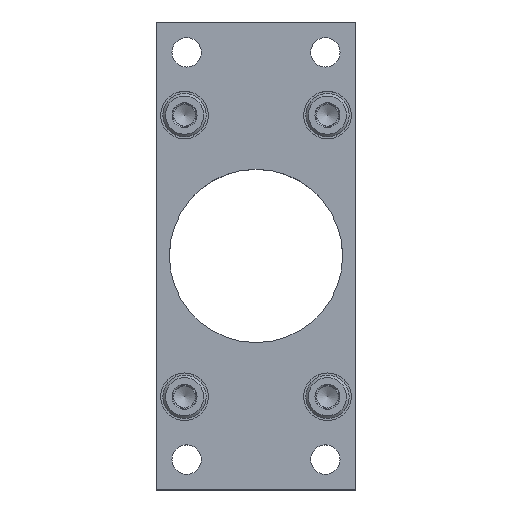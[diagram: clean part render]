
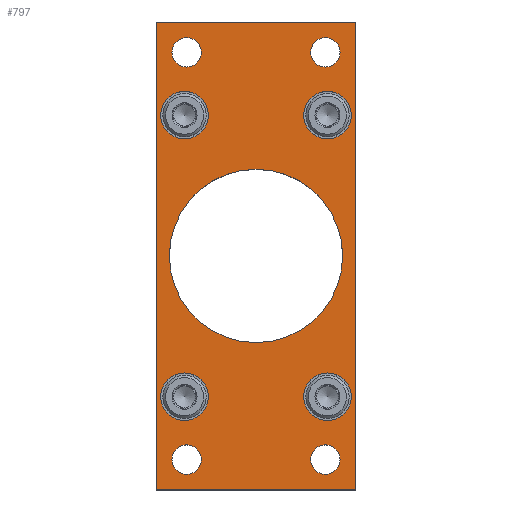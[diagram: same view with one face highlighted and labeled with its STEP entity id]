
A CAD part, top view. The second image highlights one B-rep face of the part: STEP entity #797.
In plain terms, the highlighted planar face has unit normal (0, 0, 1).
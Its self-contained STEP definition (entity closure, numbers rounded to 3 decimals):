
#89=CIRCLE('',#893,3.4);
#90=CIRCLE('',#894,3.4);
#91=CIRCLE('',#895,3.4);
#92=CIRCLE('',#896,3.4);
#93=CIRCLE('',#897,5.5);
#94=CIRCLE('',#898,5.5);
#95=CIRCLE('',#899,5.5);
#96=CIRCLE('',#900,5.5);
#97=CIRCLE('',#901,20.);
#164=ORIENTED_EDGE('',*,*,#338,.T.);
#165=ORIENTED_EDGE('',*,*,#339,.T.);
#166=ORIENTED_EDGE('',*,*,#340,.T.);
#167=ORIENTED_EDGE('',*,*,#341,.T.);
#168=ORIENTED_EDGE('',*,*,#342,.T.);
#169=ORIENTED_EDGE('',*,*,#343,.T.);
#170=ORIENTED_EDGE('',*,*,#344,.T.);
#171=ORIENTED_EDGE('',*,*,#345,.T.);
#172=ORIENTED_EDGE('',*,*,#346,.T.);
#173=ORIENTED_EDGE('',*,*,#317,.T.);
#174=ORIENTED_EDGE('',*,*,#321,.T.);
#175=ORIENTED_EDGE('',*,*,#324,.T.);
#176=ORIENTED_EDGE('',*,*,#327,.T.);
#317=EDGE_CURVE('',#408,#409,#478,.T.);
#321=EDGE_CURVE('',#409,#412,#482,.T.);
#324=EDGE_CURVE('',#412,#414,#485,.T.);
#327=EDGE_CURVE('',#414,#408,#488,.T.);
#338=EDGE_CURVE('',#425,#425,#89,.F.);
#339=EDGE_CURVE('',#426,#426,#90,.F.);
#340=EDGE_CURVE('',#427,#427,#91,.F.);
#341=EDGE_CURVE('',#428,#428,#92,.F.);
#342=EDGE_CURVE('',#429,#429,#93,.F.);
#343=EDGE_CURVE('',#430,#430,#94,.F.);
#344=EDGE_CURVE('',#431,#431,#95,.F.);
#345=EDGE_CURVE('',#432,#432,#96,.F.);
#346=EDGE_CURVE('',#433,#433,#97,.F.);
#408=VERTEX_POINT('',#1273);
#409=VERTEX_POINT('',#1274);
#412=VERTEX_POINT('',#1282);
#414=VERTEX_POINT('',#1288);
#425=VERTEX_POINT('',#1316);
#426=VERTEX_POINT('',#1318);
#427=VERTEX_POINT('',#1320);
#428=VERTEX_POINT('',#1322);
#429=VERTEX_POINT('',#1324);
#430=VERTEX_POINT('',#1326);
#431=VERTEX_POINT('',#1328);
#432=VERTEX_POINT('',#1330);
#433=VERTEX_POINT('',#1332);
#478=LINE('',#1272,#508);
#482=LINE('',#1281,#512);
#485=LINE('',#1287,#515);
#488=LINE('',#1293,#518);
#508=VECTOR('',#1002,1000.);
#512=VECTOR('',#1008,1000.);
#515=VECTOR('',#1013,1000.);
#518=VECTOR('',#1018,1000.);
#552=EDGE_LOOP('',(#164));
#553=EDGE_LOOP('',(#165));
#554=EDGE_LOOP('',(#166));
#555=EDGE_LOOP('',(#167));
#556=EDGE_LOOP('',(#168));
#557=EDGE_LOOP('',(#169));
#558=EDGE_LOOP('',(#170));
#559=EDGE_LOOP('',(#171));
#560=EDGE_LOOP('',(#172));
#561=EDGE_LOOP('',(#173,#174,#175,#176));
#664=FACE_BOUND('',#552,.T.);
#665=FACE_BOUND('',#553,.T.);
#666=FACE_BOUND('',#554,.T.);
#667=FACE_BOUND('',#555,.T.);
#668=FACE_BOUND('',#556,.T.);
#669=FACE_BOUND('',#557,.T.);
#670=FACE_BOUND('',#558,.T.);
#671=FACE_BOUND('',#559,.T.);
#672=FACE_BOUND('',#560,.T.);
#673=FACE_BOUND('',#561,.T.);
#768=PLANE('',#892);
#797=ADVANCED_FACE('',(#664,#665,#666,#667,#668,#669,#670,#671,#672,#673),
#768,.T.);
#892=AXIS2_PLACEMENT_3D('',#1314,#1040,#1041);
#893=AXIS2_PLACEMENT_3D('',#1315,#1042,#1043);
#894=AXIS2_PLACEMENT_3D('',#1317,#1044,#1045);
#895=AXIS2_PLACEMENT_3D('',#1319,#1046,#1047);
#896=AXIS2_PLACEMENT_3D('',#1321,#1048,#1049);
#897=AXIS2_PLACEMENT_3D('',#1323,#1050,#1051);
#898=AXIS2_PLACEMENT_3D('',#1325,#1052,#1053);
#899=AXIS2_PLACEMENT_3D('',#1327,#1054,#1055);
#900=AXIS2_PLACEMENT_3D('',#1329,#1056,#1057);
#901=AXIS2_PLACEMENT_3D('',#1331,#1058,#1059);
#1002=DIRECTION('',(-1.,0.,0.));
#1008=DIRECTION('',(0.,-1.,0.));
#1013=DIRECTION('',(1.,0.,0.));
#1018=DIRECTION('',(0.,1.,0.));
#1040=DIRECTION('',(0.,0.,1.));
#1041=DIRECTION('',(1.,0.,0.));
#1042=DIRECTION('',(0.,0.,1.));
#1043=DIRECTION('',(1.,0.,0.));
#1044=DIRECTION('',(0.,0.,1.));
#1045=DIRECTION('',(1.,0.,0.));
#1046=DIRECTION('',(0.,0.,1.));
#1047=DIRECTION('',(1.,0.,0.));
#1048=DIRECTION('',(0.,0.,1.));
#1049=DIRECTION('',(1.,0.,0.));
#1050=DIRECTION('',(0.,0.,1.));
#1051=DIRECTION('',(1.,0.,0.));
#1052=DIRECTION('',(0.,0.,1.));
#1053=DIRECTION('',(1.,0.,0.));
#1054=DIRECTION('',(0.,0.,1.));
#1055=DIRECTION('',(1.,0.,0.));
#1056=DIRECTION('',(0.,0.,1.));
#1057=DIRECTION('',(1.,0.,0.));
#1058=DIRECTION('',(0.,0.,1.));
#1059=DIRECTION('',(1.,0.,0.));
#1272=CARTESIAN_POINT('',(23.,54.,0.));
#1273=CARTESIAN_POINT('',(23.,54.,0.));
#1274=CARTESIAN_POINT('',(-23.,54.,0.));
#1281=CARTESIAN_POINT('',(-23.,54.,0.));
#1282=CARTESIAN_POINT('',(-23.,-54.,0.));
#1287=CARTESIAN_POINT('',(-23.,-54.,0.));
#1288=CARTESIAN_POINT('',(23.,-54.,0.));
#1293=CARTESIAN_POINT('',(23.,-54.,0.));
#1314=CARTESIAN_POINT('',(0.,0.,0.));
#1315=CARTESIAN_POINT('',(-16.,-47.,0.));
#1316=CARTESIAN_POINT('',(-12.6,-47.,0.));
#1317=CARTESIAN_POINT('',(-16.,47.,0.));
#1318=CARTESIAN_POINT('',(-12.6,47.,0.));
#1319=CARTESIAN_POINT('',(16.,-47.,0.));
#1320=CARTESIAN_POINT('',(19.4,-47.,0.));
#1321=CARTESIAN_POINT('',(16.,47.,0.));
#1322=CARTESIAN_POINT('',(19.4,47.,0.));
#1323=CARTESIAN_POINT('',(-16.5,-32.5,0.));
#1324=CARTESIAN_POINT('',(-11.,-32.5,0.));
#1325=CARTESIAN_POINT('',(-16.5,32.5,0.));
#1326=CARTESIAN_POINT('',(-11.,32.5,0.));
#1327=CARTESIAN_POINT('',(16.5,-32.5,0.));
#1328=CARTESIAN_POINT('',(22.,-32.5,0.));
#1329=CARTESIAN_POINT('',(16.5,32.5,0.));
#1330=CARTESIAN_POINT('',(22.,32.5,0.));
#1331=CARTESIAN_POINT('',(0.,0.,0.));
#1332=CARTESIAN_POINT('',(20.,0.,0.));
